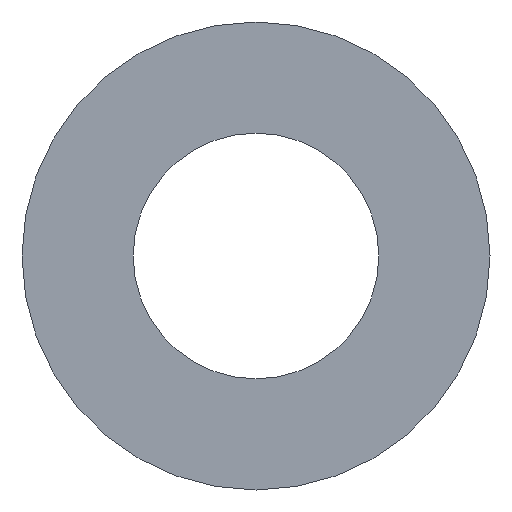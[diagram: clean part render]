
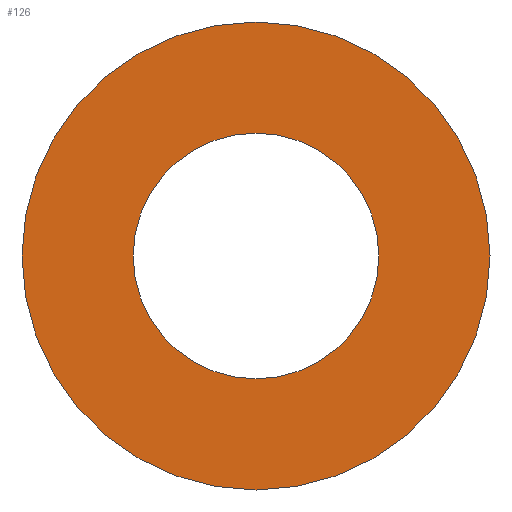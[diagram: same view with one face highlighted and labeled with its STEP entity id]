
A CAD part, front view. The second image highlights one B-rep face of the part: STEP entity #126.
In plain terms, the highlighted planar face has unit normal (0, -1, 0).
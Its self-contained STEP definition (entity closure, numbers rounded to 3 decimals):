
#4 = DIRECTION ( 'NONE',  ( 0., 0., 1. ) ) ;
#9 = AXIS2_PLACEMENT_3D ( 'NONE', #59, #34, #206 ) ;
#15 = EDGE_LOOP ( 'NONE', ( #17, #157 ) ) ;
#17 = ORIENTED_EDGE ( 'NONE', *, *, #101, .F. ) ;
#23 = DIRECTION ( 'NONE',  ( 0., 1., 0. ) ) ;
#34 = DIRECTION ( 'NONE',  ( 0., 1., 0. ) ) ;
#35 = CARTESIAN_POINT ( 'NONE',  ( 0., 0., 0. ) ) ;
#37 = AXIS2_PLACEMENT_3D ( 'NONE', #96, #23, #75 ) ;
#38 = PLANE ( 'NONE',  #9 ) ;
#42 = ORIENTED_EDGE ( 'NONE', *, *, #113, .T. ) ;
#44 = DIRECTION ( 'NONE',  ( 0., 0., 1. ) ) ;
#47 = VERTEX_POINT ( 'NONE', #145 ) ;
#58 = CARTESIAN_POINT ( 'NONE',  ( 0., 0., 0. ) ) ;
#59 = CARTESIAN_POINT ( 'NONE',  ( 0., 0., 0. ) ) ;
#61 = DIRECTION ( 'NONE',  ( 0., 1., 0. ) ) ;
#65 = EDGE_LOOP ( 'NONE', ( #135, #42 ) ) ;
#75 = DIRECTION ( 'NONE',  ( 0., 0., 1. ) ) ;
#81 = CARTESIAN_POINT ( 'NONE',  ( 0., 0., 8. ) ) ;
#87 = CARTESIAN_POINT ( 'NONE',  ( 0., 0., -8. ) ) ;
#90 = VERTEX_POINT ( 'NONE', #87 ) ;
#91 = CIRCLE ( 'NONE', #110, 8. ) ;
#96 = CARTESIAN_POINT ( 'NONE',  ( 0., 0., 0. ) ) ;
#101 = EDGE_CURVE ( 'NONE', #90, #106, #91, .T. ) ;
#106 = VERTEX_POINT ( 'NONE', #81 ) ;
#110 = AXIS2_PLACEMENT_3D ( 'NONE', #202, #188, #4 ) ;
#113 = EDGE_CURVE ( 'NONE', #192, #47, #148, .T. ) ;
#119 = AXIS2_PLACEMENT_3D ( 'NONE', #58, #61, #132 ) ;
#126 = ADVANCED_FACE ( 'NONE', ( #203, #191 ), #38, .F. ) ;
#132 = DIRECTION ( 'NONE',  ( 0., 0., 1. ) ) ;
#134 = EDGE_CURVE ( 'NONE', #106, #90, #184, .T. ) ;
#135 = ORIENTED_EDGE ( 'NONE', *, *, #142, .T. ) ;
#142 = EDGE_CURVE ( 'NONE', #47, #192, #155, .T. ) ;
#145 = CARTESIAN_POINT ( 'NONE',  ( 0., 0., -4.2 ) ) ;
#147 = AXIS2_PLACEMENT_3D ( 'NONE', #35, #169, #44 ) ;
#148 = CIRCLE ( 'NONE', #119, 4.2 ) ;
#155 = CIRCLE ( 'NONE', #37, 4.2 ) ;
#157 = ORIENTED_EDGE ( 'NONE', *, *, #134, .F. ) ;
#166 = CARTESIAN_POINT ( 'NONE',  ( 0., 0., 4.2 ) ) ;
#169 = DIRECTION ( 'NONE',  ( 0., 1., 0. ) ) ;
#184 = CIRCLE ( 'NONE', #147, 8. ) ;
#188 = DIRECTION ( 'NONE',  ( 0., 1., 0. ) ) ;
#191 = FACE_BOUND ( 'NONE', #65, .T. ) ;
#192 = VERTEX_POINT ( 'NONE', #166 ) ;
#202 = CARTESIAN_POINT ( 'NONE',  ( 0., 0., 0. ) ) ;
#203 = FACE_OUTER_BOUND ( 'NONE', #15, .T. ) ;
#206 = DIRECTION ( 'NONE',  ( 0., 0., 1. ) ) ;
